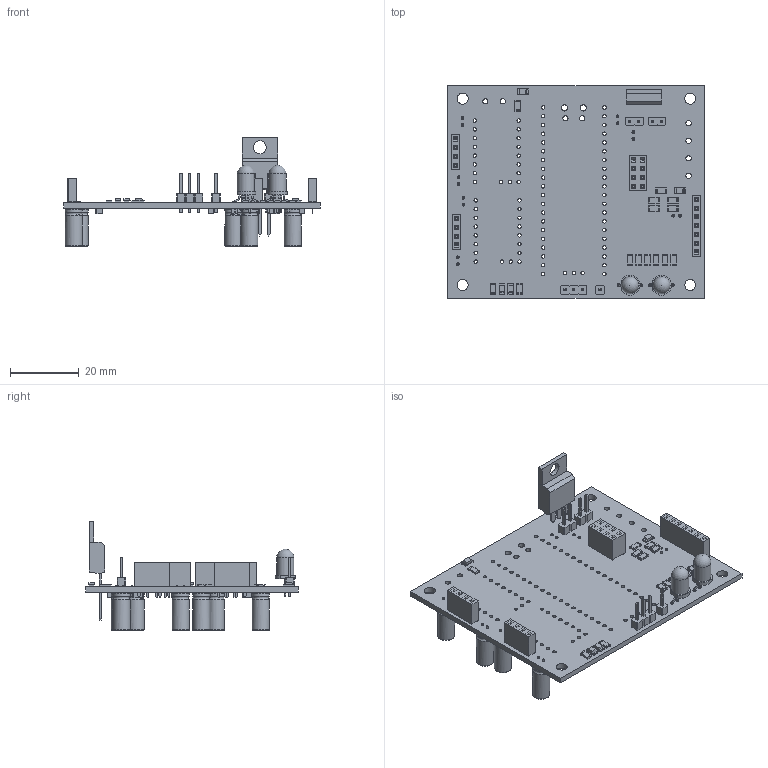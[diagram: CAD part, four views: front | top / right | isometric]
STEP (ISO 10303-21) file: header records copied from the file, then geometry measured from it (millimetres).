
FILE_DESCRIPTION(('KiCad electronic assembly'),'2;1');
FILE_NAME('motor-driver-breakout-v2.step','2024-10-12T11:29:12',( 'Pcbnew'),('Kicad'),'Open CASCADE STEP processor 7.6', 'KiCad to STEP converter','Unknown');
FILE_SCHEMA(('AUTOMOTIVE_DESIGN { 1 0 10303 214 1 1 1 1 }'));
Length unit declared in the file: millimetre
Products named in the file (26): motor-driver-breakout-v2 1; PinSocket_1x04_P2.54mm_Vertical; PinSocket_1x04_P254mm_Vertical; R_1206_3216Metric; LED_1206_3216Metric; PinHeader_1x01_P2.54mm_Vertical; PinHeader_1x01_P254mm_Vertical; PinSocket_2x04_P2.54mm_Vertical; PinSocket_2x04_P254mm_Vertical; PinSocket_1x07_P2.54mm_Vertical; PinSocket_1x07_P254mm_Vertical; PinHeader_1x02_P2.54mm_Vertical; PinHeader_1x02_P254mm_Vertical; PinHeader_1x03_P2.54mm_Vertical; PinHeader_1x03_P254mm_Vertical; TO-220-3_Vertical; LED_D5.0mm-4_RGB_Wide_Pins; C_Radial_D5.0mm_H11.0mm_P2.00mm; C_Radial_D50mm_H110mm_P200mm; C_1206_3216Metric; motor-driver-breakout-v2_PCB
Assembly tree (58 placements, depth 3):
  motor-driver-breakout-v2 1
    PinSocket_1x04_P2.54mm_Vertical  x2
      PinSocket_1x04_P254mm_Vertical
    R_1206_3216Metric  x14
      R_1206_3216Metric
    LED_1206_3216Metric  x4
      LED_1206_3216Metric
    PinHeader_1x01_P2.54mm_Vertical
      PinHeader_1x01_P254mm_Vertical
    PinSocket_2x04_P2.54mm_Vertical
      PinSocket_2x04_P254mm_Vertical
    PinSocket_1x07_P2.54mm_Vertical
      PinSocket_1x07_P254mm_Vertical
    PinHeader_1x02_P2.54mm_Vertical  x2
      PinHeader_1x02_P254mm_Vertical
    PinHeader_1x03_P2.54mm_Vertical
      PinHeader_1x03_P254mm_Vertical
    TO-220-3_Vertical
      TO-220-3_Vertical
    LED_D5.0mm-4_RGB_Wide_Pins  x2
      LED_D5.0mm-4_RGB_Wide_Pins
    C_Radial_D5.0mm_H11.0mm_P2.00mm  x7
      C_Radial_D50mm_H110mm_P200mm
    C_1206_3216Metric  x9
      C_1206_3216Metric
    motor-driver-breakout-v2_PCB
Bounding box: 74.42 x 61.72 x 31.48 mm (x, y, z)
Volume: 10642.2 mm3; surface area: 15404.7 mm2
Topology: 54 solids, 61 shells, 2392 faces, 6005 edges, 3870 vertices
Faces by surface type: plane 1868, cylinder 487, revolution 14, bspline 14, torus 7, sphere 2
Full cylindrical faces by diameter (mm): 0.4 x14, 0.8 x14, 0.9 x8, 1 x67, 1.02 x43, 1.1 x3, 1.5 x2, 1.52 x6, 1.8 x2, 3.2 x4, 3.5 x21, 3.735 x1, 5 x16
Entity records: 44719 total; most frequent: CARTESIAN_POINT 6478, ORIENTED_EDGE 6166, DIRECTION 6030, EDGE_CURVE 3083, LINE 2656, VECTOR 2656, VERTEX_POINT 1988, AXIS2_PLACEMENT_3D 1686
